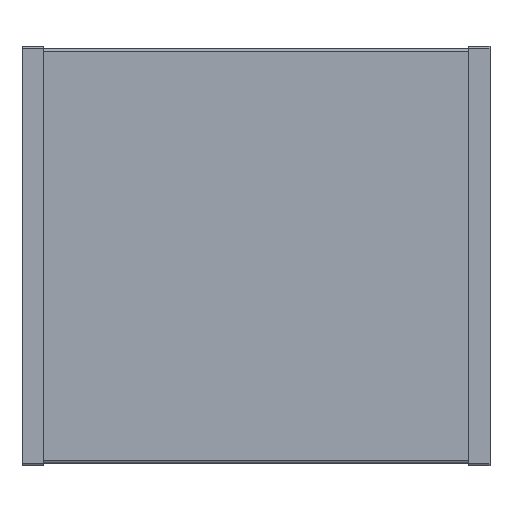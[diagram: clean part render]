
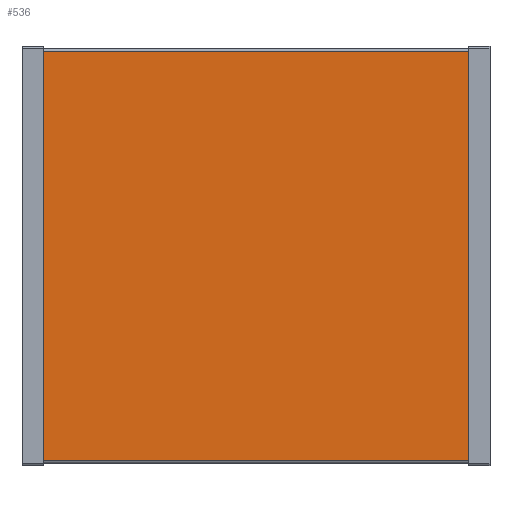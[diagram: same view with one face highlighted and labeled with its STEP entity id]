
A CAD part, front view. The second image highlights one B-rep face of the part: STEP entity #536.
In plain terms, the highlighted planar face has unit normal (0, -1, 0).
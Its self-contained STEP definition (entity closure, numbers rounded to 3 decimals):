
#26=PLANE('',#602);
#53=FACE_OUTER_BOUND('',#83,.T.);
#83=EDGE_LOOP('',(#438,#439,#440,#441));
#96=LINE('',#791,#144);
#111=LINE('',#842,#159);
#129=LINE('',#892,#177);
#133=LINE('',#900,#181);
#144=VECTOR('',#633,10.);
#159=VECTOR('',#676,10.);
#177=VECTOR('',#732,10.);
#181=VECTOR('',#744,10.);
#220=VERTEX_POINT('',#787);
#222=VERTEX_POINT('',#790);
#243=VERTEX_POINT('',#839);
#244=VERTEX_POINT('',#841);
#270=EDGE_CURVE('',#222,#220,#96,.T.);
#295=EDGE_CURVE('',#244,#243,#111,.T.);
#321=EDGE_CURVE('',#244,#220,#129,.T.);
#325=EDGE_CURVE('',#222,#243,#133,.T.);
#438=ORIENTED_EDGE('',*,*,#321,.F.);
#439=ORIENTED_EDGE('',*,*,#295,.T.);
#440=ORIENTED_EDGE('',*,*,#325,.F.);
#441=ORIENTED_EDGE('',*,*,#270,.T.);
#536=ADVANCED_FACE('',(#53),#26,.F.);
#602=AXIS2_PLACEMENT_3D('',#902,#746,#747);
#633=DIRECTION('',(0.,0.,-1.));
#676=DIRECTION('',(0.,0.,1.));
#732=DIRECTION('',(-1.,0.,0.));
#744=DIRECTION('',(1.,0.,0.));
#746=DIRECTION('center_axis',(0.,1.,0.));
#747=DIRECTION('ref_axis',(0.,0.,1.));
#787=CARTESIAN_POINT('',(-6.95,0.08,-6.69));
#790=CARTESIAN_POINT('',(-6.95,0.08,6.69));
#791=CARTESIAN_POINT('',(-6.95,0.08,-6.77));
#839=CARTESIAN_POINT('',(6.95,0.08,6.69));
#841=CARTESIAN_POINT('',(6.95,0.08,-6.69));
#842=CARTESIAN_POINT('',(6.95,0.08,-6.77));
#892=CARTESIAN_POINT('',(0.,0.08,-6.69));
#900=CARTESIAN_POINT('',(0.,0.08,6.69));
#902=CARTESIAN_POINT('Origin',(0.,0.08,-6.77));
